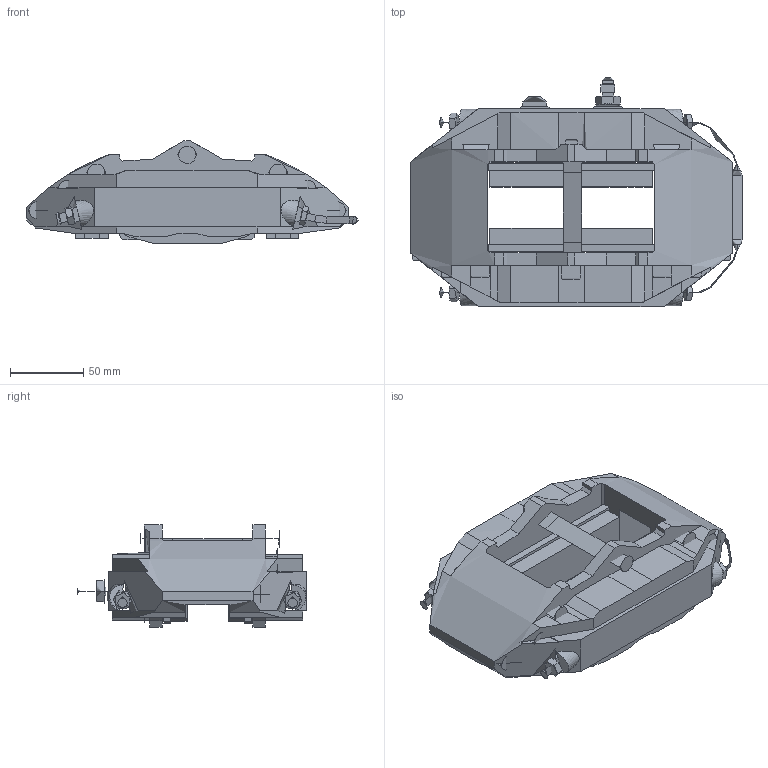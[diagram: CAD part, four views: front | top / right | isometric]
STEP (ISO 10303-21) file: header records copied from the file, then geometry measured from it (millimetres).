
FILE_DESCRIPTION(/* description */ (''),/* implementation_level */ '2;1');
FILE_NAME(/* name */ 'Alcon_CRH304',/* time_stamp */ '2017-05-04T16:55:04+09:00',/* author */ (''),/* organization */ (''),/* preprocessor_version */ 'ST-DEVELOPER v15',/* originating_system */ '',/* authorisation */ '');
FILE_SCHEMA (('AUTOMOTIVE_DESIGN'));
Length unit declared in the file: millimetre
Products named in the file (1): Document
Bounding box: 226.45 x 156.2 x 69.68 mm (x, y, z)
Volume: 871203.9 mm3; surface area: 131850.9 mm2
Topology: 3 solids, 3 shells, 497 faces, 1264 edges, 799 vertices
Faces by surface type: bspline 331, plane 166
Entity records: 16961 total; most frequent: CARTESIAN_POINT 9723, ORIENTED_EDGE 2524, EDGE_CURVE 1262, VERTEX_POINT 799, EDGE_LOOP 537, B_SPLINE_CURVE_WITH_KNOTS 506, ADVANCED_FACE 497, FACE_OUTER_BOUND 497
